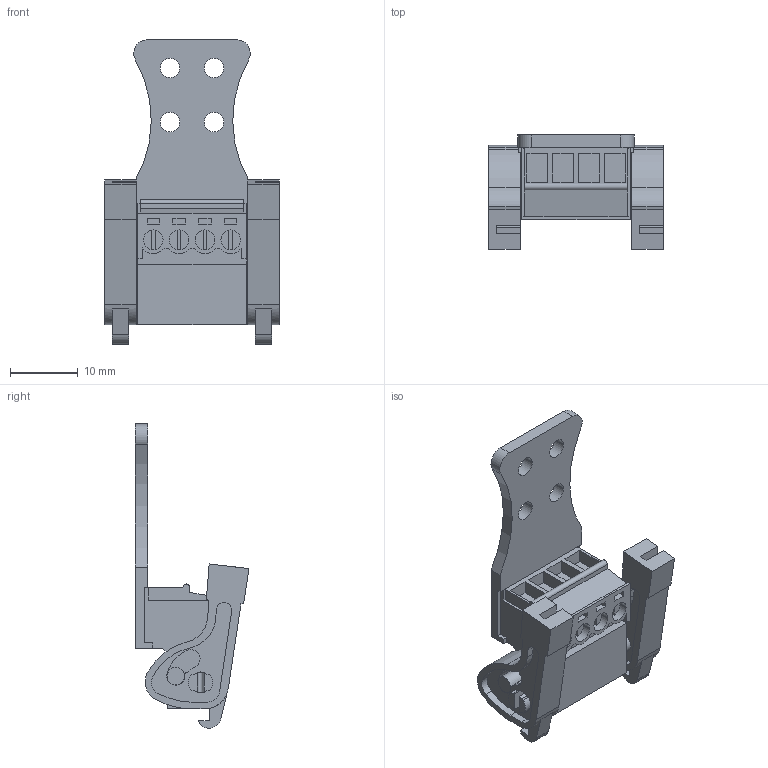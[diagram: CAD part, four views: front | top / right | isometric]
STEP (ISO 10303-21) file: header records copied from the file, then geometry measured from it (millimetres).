
FILE_DESCRIPTION(('CATIA V5 STEP Exchange','CAx-IF Rec.Pracs.--- Model Styling and Organization---1.2---2011-12-15'),'2;1');
FILE_NAME ('D1462288_0', '2018-05-08T13:44:22+00:00', ('none'), ('Weidmueller'), 'CATIA Version 5-6 Release 2014', 'CATIA V5 STEP AP214', 'none');
FILE_SCHEMA(('AUTOMOTIVE_DESIGN { 1 0 10303 214 1 1 1 1 }'));
Length unit declared in the file: millimetre
Products named in the file (1): 2444210000
Bounding box: 25.83 x 16.83 x 44.95 mm (x, y, z)
Volume: 3798.6 mm3; surface area: 5502.4 mm2
Topology: 12 solids, 12 shells, 447 faces, 1185 edges, 790 vertices
Faces by surface type: plane 322, cylinder 125
Entity records: 13472 total; most frequent: CARTESIAN_POINT 2452, ORIENTED_EDGE 2370, DIRECTION 1786, EDGE_CURVE 1185, VECTOR 871, LINE 871, VERTEX_POINT 790, AXIS2_PLACEMENT_3D 598
